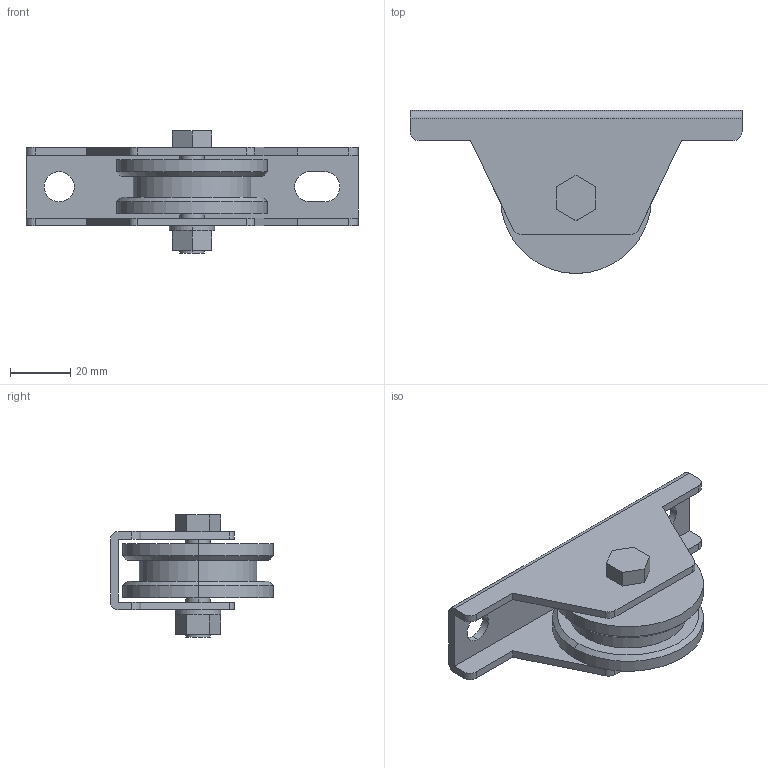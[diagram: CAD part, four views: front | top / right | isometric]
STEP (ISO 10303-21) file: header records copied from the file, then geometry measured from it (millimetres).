
FILE_DESCRIPTION (( 'STEP AP203' ), '1' );
FILE_NAME ('K-20-50.STEP', '2009-08-10T03:57:42', ( '11sw' ), ( 'タキゲン製造株式会社' ), 'SwSTEP 2.0', 'SolidWorks 2007', '' );
FILE_SCHEMA (( 'CONFIG_CONTROL_DESIGN' ));
Length unit declared in the file: millimetre
Products named in the file (1): K-20-50
Bounding box: 110 x 54 x 40.5 mm (x, y, z)
Volume: 51500.2 mm3; surface area: 24750.6 mm2
Topology: 2 solids, 2 shells, 85 faces, 206 edges, 132 vertices
Faces by surface type: plane 53, cylinder 28, cone 4
Entity records: 2567 total; most frequent: DIRECTION 450, CARTESIAN_POINT 424, ORIENTED_EDGE 412, EDGE_CURVE 206, AXIS2_PLACEMENT_3D 158, LINE 134, VECTOR 134, VERTEX_POINT 132
